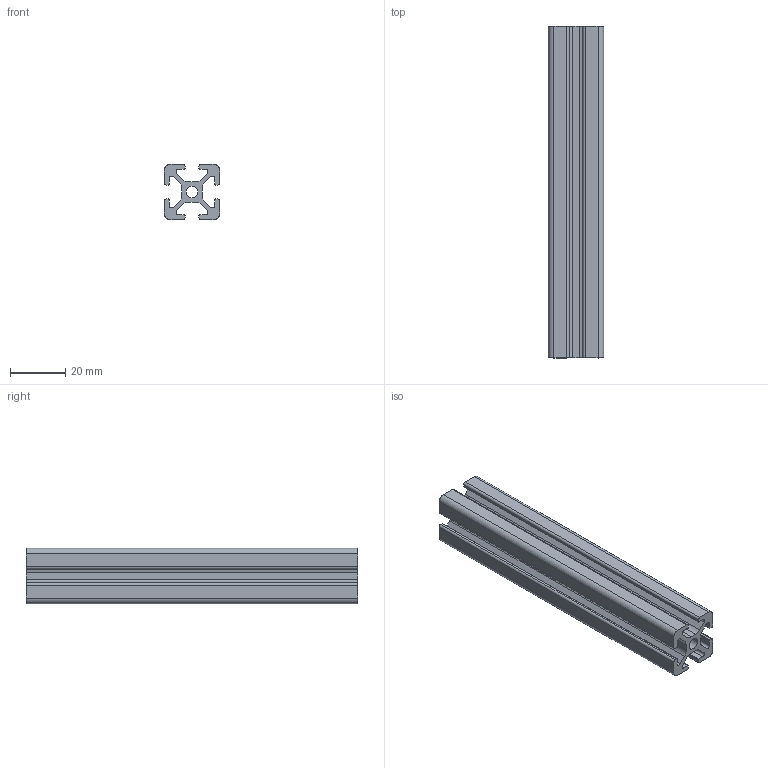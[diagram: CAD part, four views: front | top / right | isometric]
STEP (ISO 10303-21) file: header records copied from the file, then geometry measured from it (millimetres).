
FILE_DESCRIPTION(('STEP AP214'),'1');
FILE_NAME('cctmp_0B730CDF-CE9C-4AD5-8BDB-6AD086EE5D41_2025_11_21_15_19_10_0225_15240..stp','2025-11-21T14:19:10',('KiM GmbH'),('CADClick - www.CADClick.com'),'Spatial InterOp 3D',' ','unknown authorization');
FILE_SCHEMA(('AUTOMOTIVE_DESIGN'));
Length unit declared in the file: millimetre
Products named in the file (1): item_0037003_Profil 5 20x20_L=120_1
Bounding box: 20 x 120 x 20 mm (x, y, z)
Volume: 22062.2 mm3; surface area: 20661.5 mm2
Topology: 1 solids, 1 shells, 76 faces, 222 edges, 148 vertices
Faces by surface type: cylinder 38, plane 38
Entity records: 3178 total; most frequent: DIRECTION 452, CARTESIAN_POINT 447, ORIENTED_EDGE 444, EDGE_CURVE 222, AXIS2_PLACEMENT_3D 153, VERTEX_POINT 148, LINE 146, VECTOR 146
